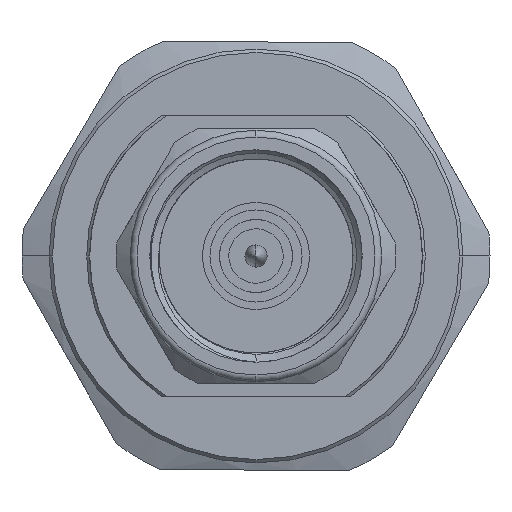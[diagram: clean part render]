
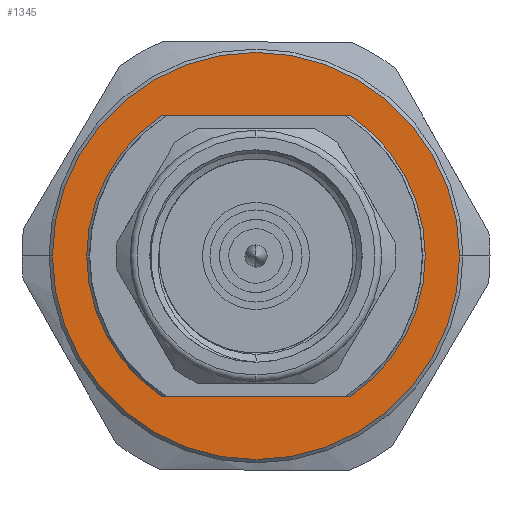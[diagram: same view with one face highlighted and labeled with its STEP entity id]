
A CAD part, left-side view. The second image highlights one B-rep face of the part: STEP entity #1345.
In plain terms, the highlighted face is planar.
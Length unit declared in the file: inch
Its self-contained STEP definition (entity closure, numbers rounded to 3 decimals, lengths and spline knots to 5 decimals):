
#255 = VERTEX_POINT ( 'NONE', #10239 ) ;
#318 = FACE_OUTER_BOUND ( 'NONE', #4829, .T. ) ;
#730 = VERTEX_POINT ( 'NONE', #6986 ) ;
#783 = DIRECTION ( 'NONE',  ( 1., 0., 0. ) ) ;
#1345 = ADVANCED_FACE ( 'NONE', ( #318, #6752 ), #5936, .T. ) ;
#1527 = VERTEX_POINT ( 'NONE', #5965 ) ;
#1543 = CIRCLE ( 'NONE', #7675, 0.48938 ) ;
#1602 = ORIENTED_EDGE ( 'NONE', *, *, #7553, .F. ) ;
#1730 = AXIS2_PLACEMENT_3D ( 'NONE', #5004, #3248, #2493 ) ;
#1879 = EDGE_CURVE ( 'NONE', #730, #6217, #10433, .T. ) ;
#2485 = VERTEX_POINT ( 'NONE', #3374 ) ;
#2493 = DIRECTION ( 'NONE',  ( 0., 0., -1. ) ) ;
#2650 = CARTESIAN_POINT ( 'NONE',  ( 0.30386, 0.41339, -0.26193 ) ) ;
#2652 = VECTOR ( 'NONE', #8485, 39.37008 ) ;
#2906 = EDGE_CURVE ( 'NONE', #10120, #10252, #4245, .T. ) ;
#2912 = DIRECTION ( 'NONE',  ( 0., 0., -1. ) ) ;
#2954 = CIRCLE ( 'NONE', #3459, 0.48938 ) ;
#3108 = DIRECTION ( 'NONE',  ( 0., 0., -1. ) ) ;
#3156 = DIRECTION ( 'NONE',  ( 1., 0., 0. ) ) ;
#3248 = DIRECTION ( 'NONE',  ( 1., 0., 0. ) ) ;
#3374 = CARTESIAN_POINT ( 'NONE',  ( 0.30386, -0.41339, -0.26193 ) ) ;
#3412 = CARTESIAN_POINT ( 'NONE',  ( 0.30386, 0.41339, 0.26193 ) ) ;
#3418 = CARTESIAN_POINT ( 'NONE',  ( 0.30386, 0.41339, -0.33607 ) ) ;
#3428 = AXIS2_PLACEMENT_3D ( 'NONE', #10401, #7577, #2912 ) ;
#3459 = AXIS2_PLACEMENT_3D ( 'NONE', #3618, #3674, #10344 ) ;
#3618 = CARTESIAN_POINT ( 'NONE',  ( 0.30386, 0., 0. ) ) ;
#3674 = DIRECTION ( 'NONE',  ( 1., 0., 0. ) ) ;
#4179 = DIRECTION ( 'NONE',  ( 0., 0., -1. ) ) ;
#4245 = LINE ( 'NONE', #3418, #6433 ) ;
#4829 = EDGE_LOOP ( 'NONE', ( #7596, #7209 ) ) ;
#4953 = CARTESIAN_POINT ( 'NONE',  ( 0.30386, 0., 0. ) ) ;
#5004 = CARTESIAN_POINT ( 'NONE',  ( 0.30386, 0., 0. ) ) ;
#5565 = ORIENTED_EDGE ( 'NONE', *, *, #7106, .F. ) ;
#5722 = AXIS2_PLACEMENT_3D ( 'NONE', #10491, #3156, #3108 ) ;
#5730 = CARTESIAN_POINT ( 'NONE',  ( 0.30386, 0., 0.599 ) ) ;
#5930 = CIRCLE ( 'NONE', #1730, 0.599 ) ;
#5936 = PLANE ( 'NONE',  #3428 ) ;
#5965 = CARTESIAN_POINT ( 'NONE',  ( 0.30386, 0., -0.48938 ) ) ;
#6217 = VERTEX_POINT ( 'NONE', #5730 ) ;
#6433 = VECTOR ( 'NONE', #9130, 39.37008 ) ;
#6752 = FACE_BOUND ( 'NONE', #9293, .T. ) ;
#6986 = CARTESIAN_POINT ( 'NONE',  ( 0.30386, 0., -0.599 ) ) ;
#7106 = EDGE_CURVE ( 'NONE', #255, #2485, #8536, .T. ) ;
#7209 = ORIENTED_EDGE ( 'NONE', *, *, #1879, .T. ) ;
#7553 = EDGE_CURVE ( 'NONE', #2485, #1527, #10691, .T. ) ;
#7577 = DIRECTION ( 'NONE',  ( 1., 0., 0. ) ) ;
#7596 = ORIENTED_EDGE ( 'NONE', *, *, #10161, .T. ) ;
#7675 = AXIS2_PLACEMENT_3D ( 'NONE', #4953, #783, #4179 ) ;
#7919 = DIRECTION ( 'NONE',  ( 0., 0., -1. ) ) ;
#8317 = EDGE_CURVE ( 'NONE', #1527, #10252, #2954, .T. ) ;
#8485 = DIRECTION ( 'NONE',  ( 0., 0., -1. ) ) ;
#8536 = LINE ( 'NONE', #10105, #2652 ) ;
#8607 = ORIENTED_EDGE ( 'NONE', *, *, #2906, .T. ) ;
#8808 = CARTESIAN_POINT ( 'NONE',  ( 0.30386, 0., 0. ) ) ;
#8932 = EDGE_CURVE ( 'NONE', #10120, #255, #1543, .T. ) ;
#9055 = ORIENTED_EDGE ( 'NONE', *, *, #8317, .F. ) ;
#9130 = DIRECTION ( 'NONE',  ( 0., 0., -1. ) ) ;
#9293 = EDGE_LOOP ( 'NONE', ( #10133, #8607, #9055, #1602, #5565 ) ) ;
#9490 = AXIS2_PLACEMENT_3D ( 'NONE', #8808, #10318, #7919 ) ;
#10105 = CARTESIAN_POINT ( 'NONE',  ( 0.30386, -0.41339, -0.33607 ) ) ;
#10120 = VERTEX_POINT ( 'NONE', #3412 ) ;
#10133 = ORIENTED_EDGE ( 'NONE', *, *, #8932, .F. ) ;
#10161 = EDGE_CURVE ( 'NONE', #6217, #730, #5930, .T. ) ;
#10239 = CARTESIAN_POINT ( 'NONE',  ( 0.30386, -0.41339, 0.26193 ) ) ;
#10252 = VERTEX_POINT ( 'NONE', #2650 ) ;
#10318 = DIRECTION ( 'NONE',  ( 1., 0., 0. ) ) ;
#10344 = DIRECTION ( 'NONE',  ( 0., 0., -1. ) ) ;
#10401 = CARTESIAN_POINT ( 'NONE',  ( 0.30386, 0., -0.48938 ) ) ;
#10433 = CIRCLE ( 'NONE', #5722, 0.599 ) ;
#10491 = CARTESIAN_POINT ( 'NONE',  ( 0.30386, 0., 0. ) ) ;
#10691 = CIRCLE ( 'NONE', #9490, 0.48938 ) ;
